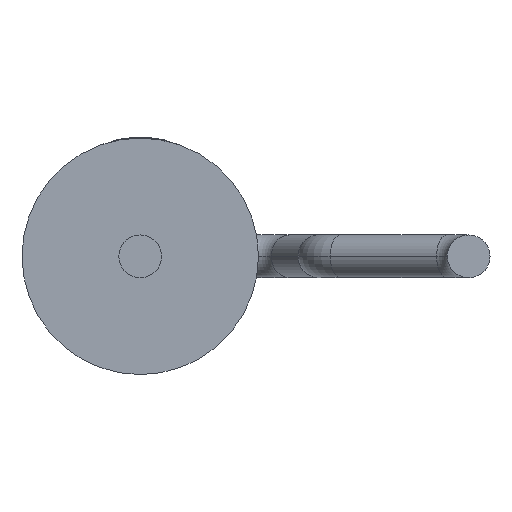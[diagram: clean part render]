
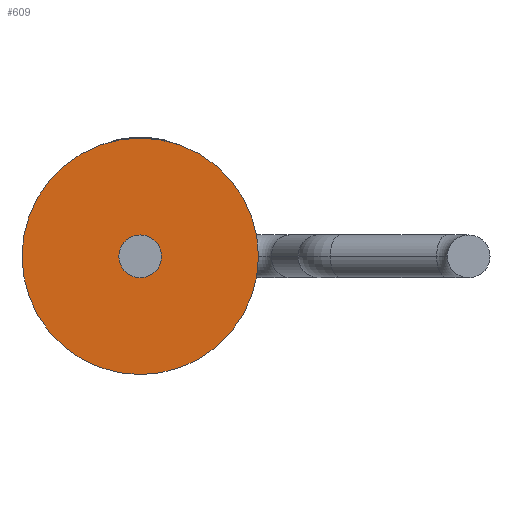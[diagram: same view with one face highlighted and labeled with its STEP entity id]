
A CAD part, front view. The second image highlights one B-rep face of the part: STEP entity #609.
In plain terms, the highlighted planar face has unit normal (0, -1, 0).
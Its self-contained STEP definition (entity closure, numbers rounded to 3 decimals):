
#88 = DIRECTION ( 'NONE',  ( 0., -1., 0. ) ) ;
#141 = CARTESIAN_POINT ( 'NONE',  ( 0., 0., 0.325 ) ) ;
#218 = EDGE_CURVE ( 'NONE', #2155, #2145, #1070, .T. ) ;
#594 = ORIENTED_EDGE ( 'NONE', *, *, #2452, .F. ) ;
#609 = ADVANCED_FACE ( 'NONE', ( #3364, #2629 ), #1267, .F. ) ;
#690 = DIRECTION ( 'NONE',  ( 0., 0., 1. ) ) ;
#788 = AXIS2_PLACEMENT_3D ( 'NONE', #1225, #1790, #690 ) ;
#987 = ORIENTED_EDGE ( 'NONE', *, *, #218, .F. ) ;
#1070 = CIRCLE ( 'NONE', #3227, 0.325 ) ;
#1225 = CARTESIAN_POINT ( 'NONE',  ( 0., 0., 0. ) ) ;
#1267 = PLANE ( 'NONE',  #788 ) ;
#1311 = AXIS2_PLACEMENT_3D ( 'NONE', #2929, #88, #1486 ) ;
#1379 = VERTEX_POINT ( 'NONE', #2332 ) ;
#1450 = DIRECTION ( 'NONE',  ( 0., -1., 0. ) ) ;
#1470 = CIRCLE ( 'NONE', #2277, 1.8 ) ;
#1486 = DIRECTION ( 'NONE',  ( 0., 0., 1. ) ) ;
#1559 = CARTESIAN_POINT ( 'NONE',  ( 0., 0., -0.325 ) ) ;
#1564 = DIRECTION ( 'NONE',  ( 0., 1., 0. ) ) ;
#1580 = CARTESIAN_POINT ( 'NONE',  ( 0., 0., 0. ) ) ;
#1747 = DIRECTION ( 'NONE',  ( 0., 0., 1. ) ) ;
#1790 = DIRECTION ( 'NONE',  ( 0., 1., 0. ) ) ;
#1958 = VERTEX_POINT ( 'NONE', #3216 ) ;
#1962 = AXIS2_PLACEMENT_3D ( 'NONE', #1580, #3303, #3602 ) ;
#1979 = CIRCLE ( 'NONE', #1962, 1.8 ) ;
#2024 = ORIENTED_EDGE ( 'NONE', *, *, #2660, .F. ) ;
#2145 = VERTEX_POINT ( 'NONE', #141 ) ;
#2155 = VERTEX_POINT ( 'NONE', #1559 ) ;
#2277 = AXIS2_PLACEMENT_3D ( 'NONE', #2667, #1564, #3530 ) ;
#2282 = EDGE_LOOP ( 'NONE', ( #2847, #987 ) ) ;
#2332 = CARTESIAN_POINT ( 'NONE',  ( 0., 0., -1.8 ) ) ;
#2333 = CARTESIAN_POINT ( 'NONE',  ( 0., 0., 0. ) ) ;
#2376 = EDGE_CURVE ( 'NONE', #2145, #2155, #2511, .T. ) ;
#2452 = EDGE_CURVE ( 'NONE', #1958, #1379, #1470, .T. ) ;
#2511 = CIRCLE ( 'NONE', #1311, 0.325 ) ;
#2629 = FACE_BOUND ( 'NONE', #2282, .T. ) ;
#2660 = EDGE_CURVE ( 'NONE', #1379, #1958, #1979, .T. ) ;
#2667 = CARTESIAN_POINT ( 'NONE',  ( 0., 0., 0. ) ) ;
#2803 = EDGE_LOOP ( 'NONE', ( #2024, #594 ) ) ;
#2847 = ORIENTED_EDGE ( 'NONE', *, *, #2376, .F. ) ;
#2929 = CARTESIAN_POINT ( 'NONE',  ( 0., 0., 0. ) ) ;
#3216 = CARTESIAN_POINT ( 'NONE',  ( 0., 0., 1.8 ) ) ;
#3227 = AXIS2_PLACEMENT_3D ( 'NONE', #2333, #1450, #1747 ) ;
#3303 = DIRECTION ( 'NONE',  ( 0., 1., 0. ) ) ;
#3364 = FACE_OUTER_BOUND ( 'NONE', #2803, .T. ) ;
#3530 = DIRECTION ( 'NONE',  ( 0., 0., 1. ) ) ;
#3602 = DIRECTION ( 'NONE',  ( 0., 0., 1. ) ) ;
